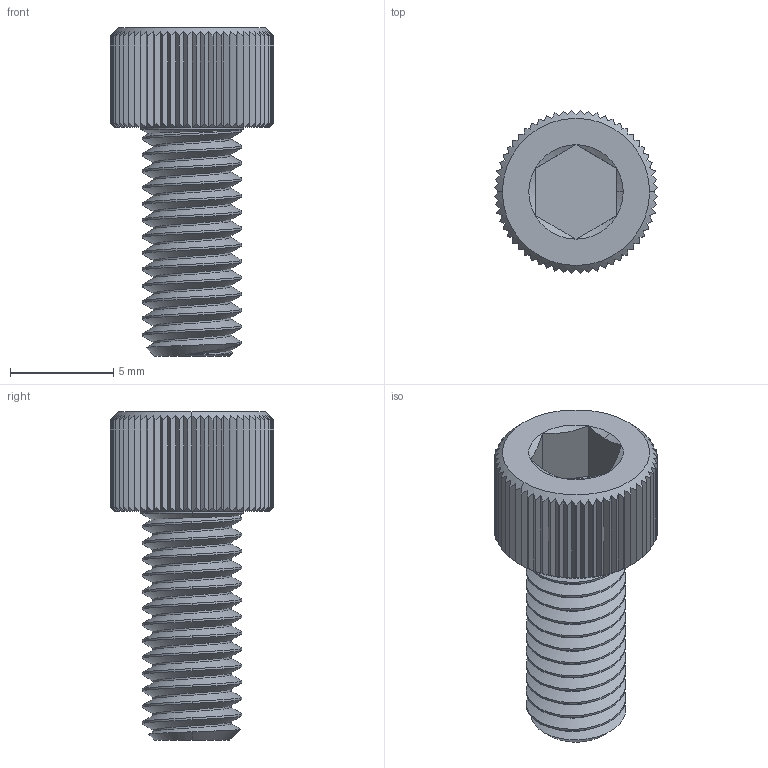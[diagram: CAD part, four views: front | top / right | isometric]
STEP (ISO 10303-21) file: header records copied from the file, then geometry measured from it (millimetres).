
FILE_DESCRIPTION (( 'STEP AP203' ), '1' );
FILE_NAME ('92196A268_18-8 Stainless Steel Socket Head Screw.STEP', '2023-12-19T14:53:00', ( 'Administrator' ), ( 'Managed by Terraform' ), 'SwSTEP 2.0', 'SolidWorks 2017', '' );
FILE_SCHEMA (( 'CONFIG_CONTROL_DESIGN' ));
Length unit declared in the file: inch
Products named in the file (1): 92196A268_18-8 Stainless Steel Socket Head Screw
Bounding box: 7.93 x 7.93 x 15.94 mm (x, y, z)
Volume: 348.2 mm3; surface area: 541.7 mm2
Topology: 1 solids, 1 shells, 296 faces, 738 edges, 446 vertices
Faces by surface type: plane 130, cylinder 90, cone 73, bspline 3
Entity records: 11230 total; most frequent: CARTESIAN_POINT 4688, ORIENTED_EDGE 1476, DIRECTION 1212, EDGE_CURVE 738, AXIS2_PLACEMENT_3D 492, VERTEX_POINT 446, EDGE_LOOP 298, ADVANCED_FACE 296
